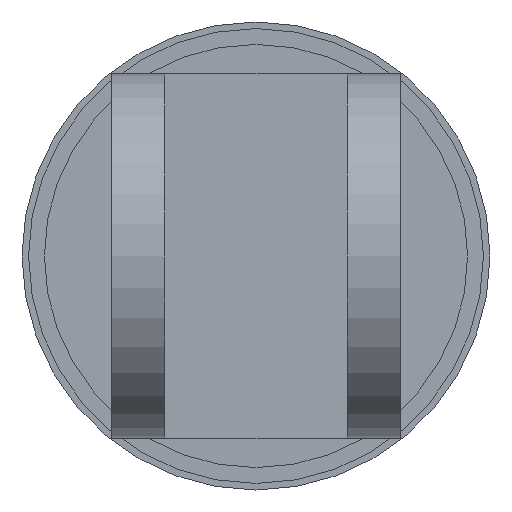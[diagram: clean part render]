
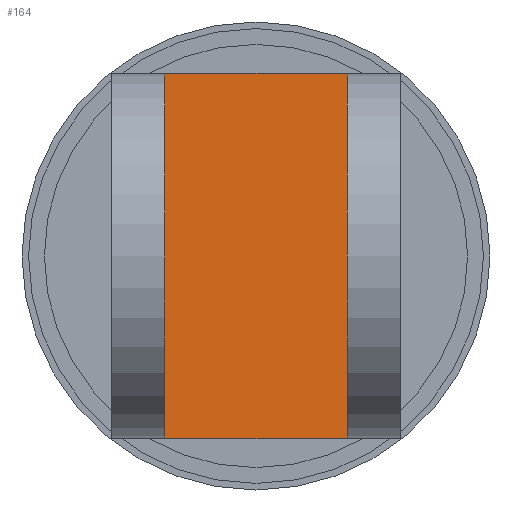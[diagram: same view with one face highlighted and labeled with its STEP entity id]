
A CAD part, left-side view. The second image highlights one B-rep face of the part: STEP entity #164.
In plain terms, the highlighted planar face has unit normal (-1, 0, 0).
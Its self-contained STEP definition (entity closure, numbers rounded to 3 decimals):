
#164=ADVANCED_FACE('',(#706),#705,.T.);
#705=PLANE('',#1871);
#706=FACE_OUTER_BOUND('',#1872,.T.);
#1868=CARTESIAN_POINT('',(61.974,-6.6,177.173));
#1869=DIRECTION('',(-1.,0.,0.));
#1870=DIRECTION('',(0.,0.,1.));
#1871=AXIS2_PLACEMENT_3D('',#1868,#1869,#1870);
#1872=EDGE_LOOP('',(#2183,#2184,#2185,#2186));
#2183=ORIENTED_EDGE('',*,*,#2383,.F.);
#2184=ORIENTED_EDGE('',*,*,#2373,.F.);
#2185=ORIENTED_EDGE('',*,*,#2382,.T.);
#2186=ORIENTED_EDGE('',*,*,#2384,.T.);
#2373=EDGE_CURVE('',#3270,#3263,#3277,.T.);
#2382=EDGE_CURVE('',#3270,#3329,#3336,.T.);
#2383=EDGE_CURVE('',#3263,#3342,#3343,.T.);
#2384=EDGE_CURVE('',#3329,#3342,#3349,.T.);
#3263=VERTEX_POINT('',#3991);
#3270=VERTEX_POINT('',#3995);
#3277=LINE('',#3999,#4000);
#3329=VERTEX_POINT('',#4032);
#3336=LINE('',#4036,#4037);
#3342=VERTEX_POINT('',#4039);
#3343=LINE('',#4040,#4041);
#3349=LINE('',#4043,#4044);
#3991=CARTESIAN_POINT('',(61.974,-5.5,179.373));
#3995=CARTESIAN_POINT('',(61.974,-5.5,201.373));
#3999=CARTESIAN_POINT('',(61.974,-5.5,201.373));
#4000=VECTOR('',#4001,22.);
#4001=DIRECTION('',(0.,0.,-1.));
#4032=CARTESIAN_POINT('',(61.974,5.5,201.373));
#4036=CARTESIAN_POINT('',(61.974,-5.5,201.373));
#4037=VECTOR('',#4038,11.);
#4038=DIRECTION('',(0.,1.,0.));
#4039=CARTESIAN_POINT('',(61.974,5.5,179.373));
#4040=CARTESIAN_POINT('',(61.974,-5.5,179.373));
#4041=VECTOR('',#4042,11.);
#4042=DIRECTION('',(0.,1.,0.));
#4043=CARTESIAN_POINT('',(61.974,5.5,201.373));
#4044=VECTOR('',#4045,22.);
#4045=DIRECTION('',(0.,0.,-1.));
